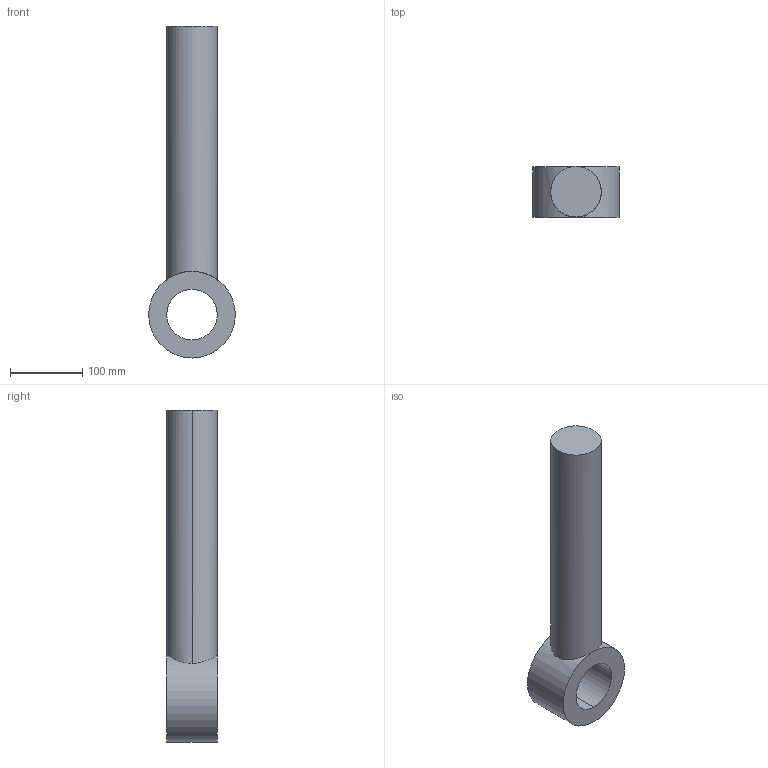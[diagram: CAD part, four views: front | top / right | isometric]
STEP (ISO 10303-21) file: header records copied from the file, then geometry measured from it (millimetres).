
FILE_DESCRIPTION (( 'STEP AP203' ), '1' );
FILE_NAME ('Assembly 2 - Pendulum Link.step_Default_sldprt.STEP', '2025-12-03T19:30:28', ( '' ), ( '' ), 'SwSTEP 2.0', 'SolidWorks 2025', '' );
FILE_SCHEMA (( 'CONFIG_CONTROL_DESIGN' ));
Length unit declared in the file: metre
Products named in the file (1): Assembly 2 - Pendulum Link.step_Default_sldprt
Bounding box: 120 x 70 x 460 mm (x, y, z)
Volume: 1840732.3 mm3; surface area: 132483.5 mm2
Topology: 1 solids, 1 shells, 9 faces, 19 edges, 12 vertices
Faces by surface type: cylinder 6, plane 3
Entity records: 534 total; most frequent: CARTESIAN_POINT 255, DIRECTION 45, ORIENTED_EDGE 38, AXIS2_PLACEMENT_3D 20, EDGE_CURVE 19, VERTEX_POINT 12, EDGE_LOOP 11, CIRCLE 10
